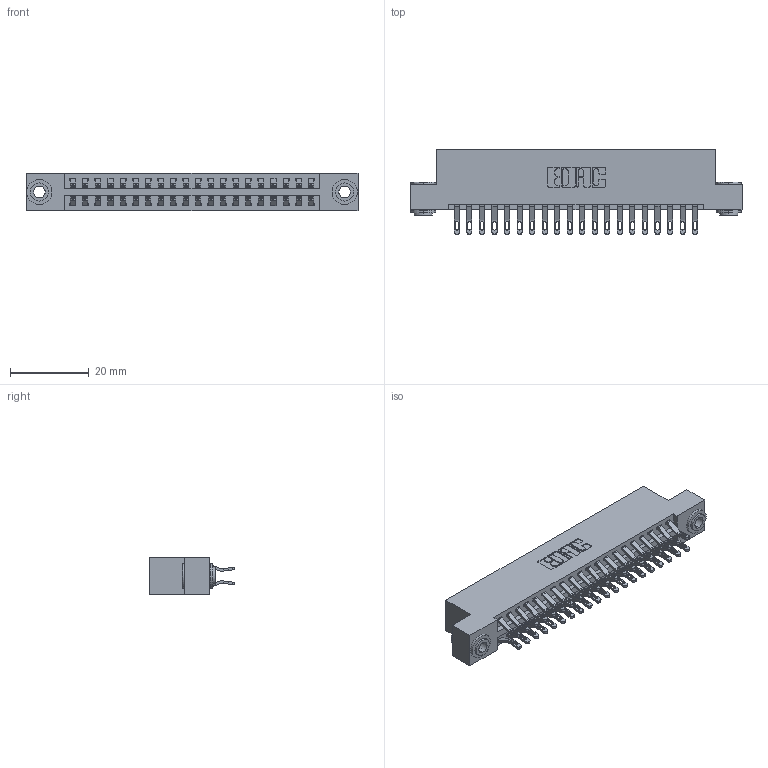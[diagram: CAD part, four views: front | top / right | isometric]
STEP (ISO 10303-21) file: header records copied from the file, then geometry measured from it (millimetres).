
FILE_DESCRIPTION (( 'STEP AP203' ), '1' );
FILE_NAME ('396-040-555-203.STEP', '2018-09-06T21:19:15', ( '' ), ( '' ), 'SwSTEP 2.0', 'SolidWorks 2016', '' );
FILE_SCHEMA (( 'CONFIG_CONTROL_DESIGN' ));
Length unit declared in the file: inch
Products named in the file (4): 346 Part_Flush Mounting Lugs - 0.156 Dia-TH; 345-292-001_555 Tail; 345-250-002_345-250-002-102; 396-040-555-203
Assembly tree (43 placements, depth 2):
  396-040-555-203
    346 Part_Flush Mounting Lugs - 0.156 Dia-TH
    345-292-001_555 Tail  x40
    345-250-002_345-250-002-102  x2
Bounding box: 84.07 x 21.46 x 9.4 mm (x, y, z)
Volume: 8162.8 mm3; surface area: 11502.3 mm2
Topology: 43 solids, 43 shells, 2480 faces, 7725 edges, 5146 vertices
Faces by surface type: plane 1406, cylinder 1066, cone 8
Entity records: 16990 total; most frequent: CARTESIAN_POINT 2841, ORIENTED_EDGE 2738, DIRECTION 2555, EDGE_CURVE 1369, LINE 1113, VECTOR 1113, VERTEX_POINT 910, AXIS2_PLACEMENT_3D 721
